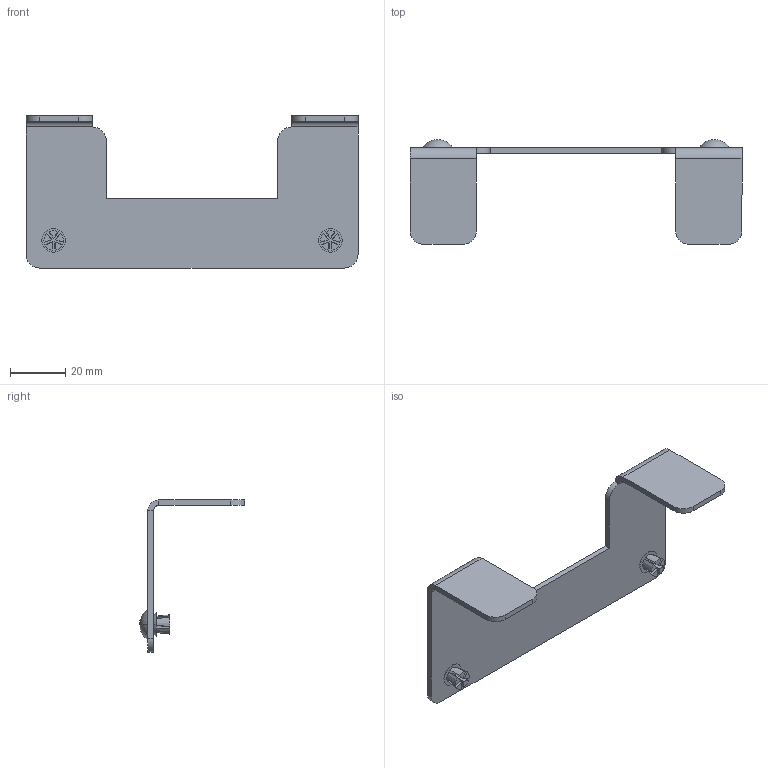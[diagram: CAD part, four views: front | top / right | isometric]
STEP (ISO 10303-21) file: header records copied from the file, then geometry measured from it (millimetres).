
FILE_DESCRIPTION (( 'STEP AP203' ), '1' );
FILE_NAME ('T77500.STEP', '2018-09-11T15:57:20', ( '' ), ( '' ), 'SwSTEP 2.0', 'SolidWorks 2016', '' );
FILE_SCHEMA (( 'CONFIG_CONTROL_DESIGN' ));
Length unit declared in the file: millimetre
Products named in the file (3): S3335; TH109; T77500
Assembly tree (3 placements, depth 2):
  T77500
    TH109
    S3335  x2
Bounding box: 120 x 38 x 55 mm (x, y, z)
Volume: 12922.5 mm3; surface area: 14474.5 mm2
Topology: 3 solids, 3 shells, 98 faces, 220 edges, 142 vertices
Faces by surface type: plane 58, cylinder 20, cone 16, sphere 4
Entity records: 2271 total; most frequent: CARTESIAN_POINT 359, DIRECTION 350, ORIENTED_EDGE 312, EDGE_CURVE 156, AXIS2_PLACEMENT_3D 130, VERTEX_POINT 99, VECTOR 90, LINE 90
